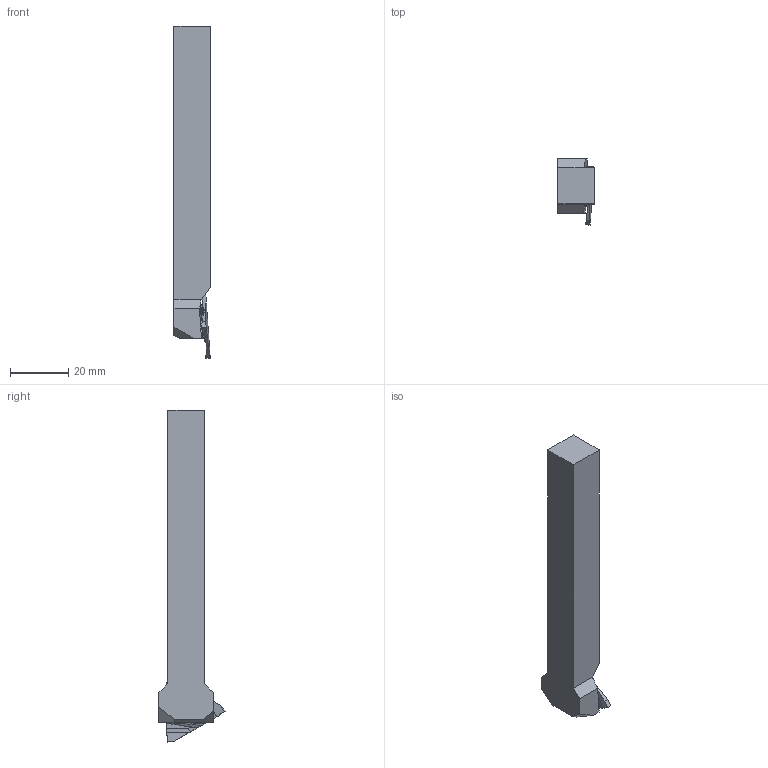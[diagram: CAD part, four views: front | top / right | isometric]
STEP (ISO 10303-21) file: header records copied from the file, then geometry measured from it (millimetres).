
FILE_DESCRIPTION(/* description */ (''),/* implementation_level */ '2;1');
FILE_NAME(/* name */ '1572923432109.stp',/* time_stamp */ '2019-11-05T08:40:43+05:00',/* author */ (''),/* organization */ ('SMS'),/* preprocessor_version */ 'ST-DEVELOPER v16.7',/* originating_system */ 'SIEMENS PLM Software NX 12.0',/* authorisation */ '');
FILE_SCHEMA (('AUTOMOTIVE_DESIGN { 1 0 10303 214 3 1 1 1 }'));
Length unit declared in the file: millimetre
Products named in the file (4): ASSEMBLY_CONSTRUCTION; 202512544mod000_00; 202550295mod000_00; 202550294mod000_00
Assembly tree (3 placements, depth 2):
  202550294mod000_00
    202550295mod000_00
    202512544mod000_00
    ASSEMBLY_CONSTRUCTION
Bounding box: 12.62 x 22.83 x 114.42 mm (x, y, z)
Volume: 17176.8 mm3; surface area: 6453.8 mm2
Topology: 2 solids, 2 shells, 118 faces, 304 edges, 200 vertices
Faces by surface type: plane 56, cylinder 29, bspline 18, torus 6, sphere 6, cone 3
Entity records: 4157 total; most frequent: CARTESIAN_POINT 1203, ORIENTED_EDGE 606, DIRECTION 557, EDGE_CURVE 303, AXIS2_PLACEMENT_3D 200, VERTEX_POINT 189, LINE 157, VECTOR 157
